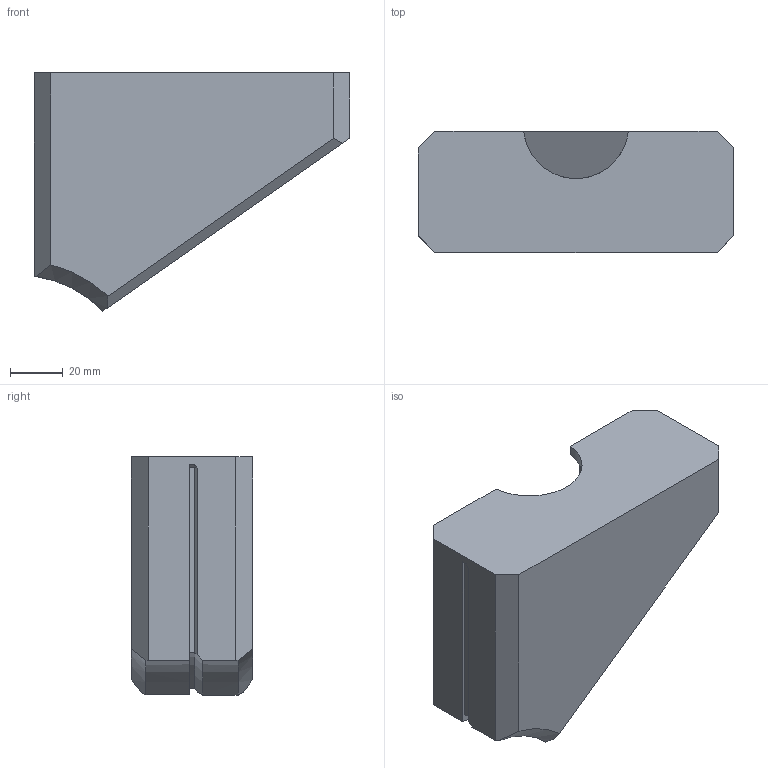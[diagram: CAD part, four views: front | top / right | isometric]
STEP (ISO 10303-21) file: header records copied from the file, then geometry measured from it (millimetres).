
FILE_DESCRIPTION (( 'STEP AP214' ), '1' );
FILE_NAME ('[4.2] Drawer_Left_Small.STEP', '2021-02-12T06:02:14', ( '' ), ( '' ), 'SwSTEP 2.0', 'SolidWorks 2019', '' );
FILE_SCHEMA (( 'AUTOMOTIVE_DESIGN' ));
Length unit declared in the file: millimetre
Products named in the file (1): [4.2] Drawer_Left_Small
Bounding box: 120 x 46 x 90.55 mm (x, y, z)
Volume: 136983.8 mm3; surface area: 49613.2 mm2
Topology: 1 solids, 1 shells, 47 faces, 128 edges, 83 vertices
Faces by surface type: plane 39, cylinder 4, cone 3, bspline 1
Entity records: 1564 total; most frequent: CARTESIAN_POINT 364, ORIENTED_EDGE 256, DIRECTION 220, EDGE_CURVE 128, VECTOR 102, LINE 102, VERTEX_POINT 83, AXIS2_PLACEMENT_3D 59
